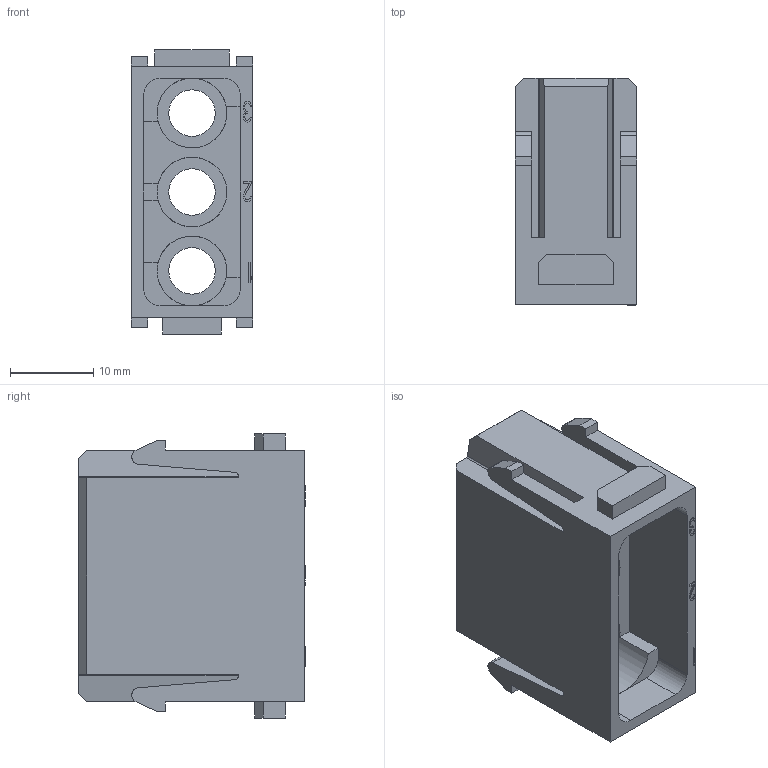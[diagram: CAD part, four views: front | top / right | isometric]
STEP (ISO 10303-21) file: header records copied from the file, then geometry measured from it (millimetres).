
FILE_DESCRIPTION((''),'2;1');
FILE_NAME('HMP-003','2017-06-16T',('tl.yang'),(''),'PRO/ENGINEER BY PARAMETRIC TECHNOLOGY CORPORATION, 2011500','PRO/ENGINEER BY PARAMETRIC TECHNOLOGY CORPORATION, 2011500','');
FILE_SCHEMA(('CONFIG_CONTROL_DESIGN'));
Length unit declared in the file: millimetre
Products named in the file (1): HMP-003
Bounding box: 14.6 x 27.3 x 34.2 mm (x, y, z)
Volume: 6092.1 mm3; surface area: 5630 mm2
Topology: 1 solids, 1 shells, 308 faces, 884 edges, 590 vertices
Faces by surface type: plane 268, cylinder 34, cone 6
Entity records: 10006 total; most frequent: CARTESIAN_POINT 1782, ORIENTED_EDGE 1768, DIRECTION 1592, EDGE_CURVE 884, VECTOR 792, LINE 792, VERTEX_POINT 590, AXIS2_PLACEMENT_3D 400
